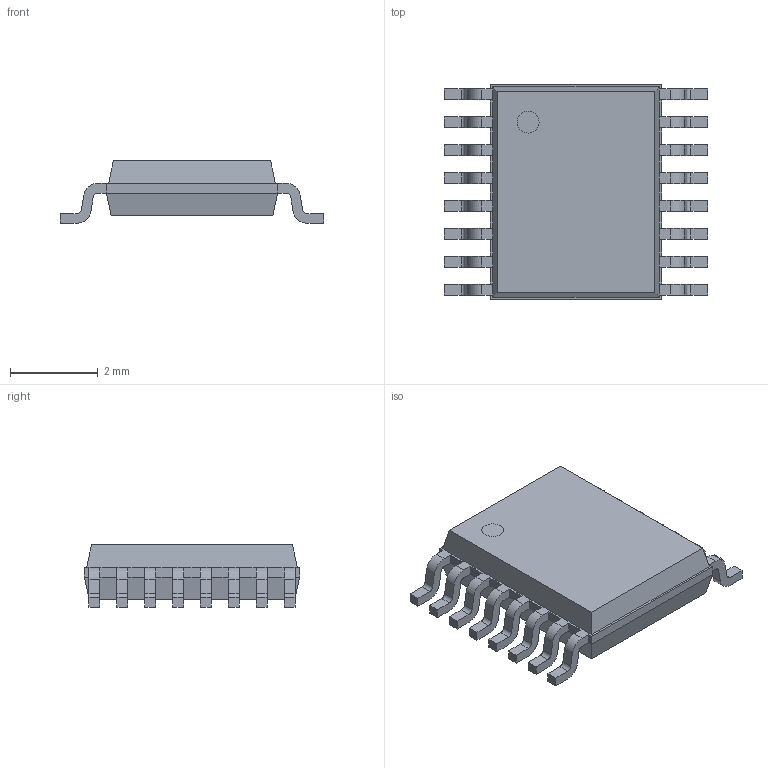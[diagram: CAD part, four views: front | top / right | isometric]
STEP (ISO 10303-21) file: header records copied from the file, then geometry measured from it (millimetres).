
FILE_DESCRIPTION(/* description */ ('model of QSOP-16_3.9x4.9mm_P0.635mm'),/* implementation_level */ '2;1');
FILE_NAME(/* name */ 'QSOP-16_3.9x4.9mm_P0.635mm.step',/* time_stamp */ '1970-01-01T00:00:00',/* author */ ('KiCAD','kicad'),/* organization */ ('OCCT'),/* preprocessor_version */ '',/* originating_system */ 'KiCAD',/* authorisation */ '');
FILE_SCHEMA(('AUTOMOTIVE_DESIGN { 1 0 10303 214 1 1 1 1 }'));
Length unit declared in the file: millimetre
Products named in the file (1): QSOP-16_3.9x4.9mm_P0.635mm
Bounding box: 6 x 4.9 x 1.42 mm (x, y, z)
Volume: 23.8 mm3; surface area: 79 mm2
Topology: 1 solids, 1 shells, 255 faces, 689 edges, 437 vertices
Faces by surface type: plane 183, cylinder 64, bspline 8
Entity records: 5068 total; most frequent: ORIENTED_EDGE 1113, EDGE_CURVE 689, CARTESIAN_POINT 600, VERTEX_POINT 437, LINE 436, AXIS2_PLACEMENT_3D 322, FACE_BOUND 256, ADVANCED_FACE 255
